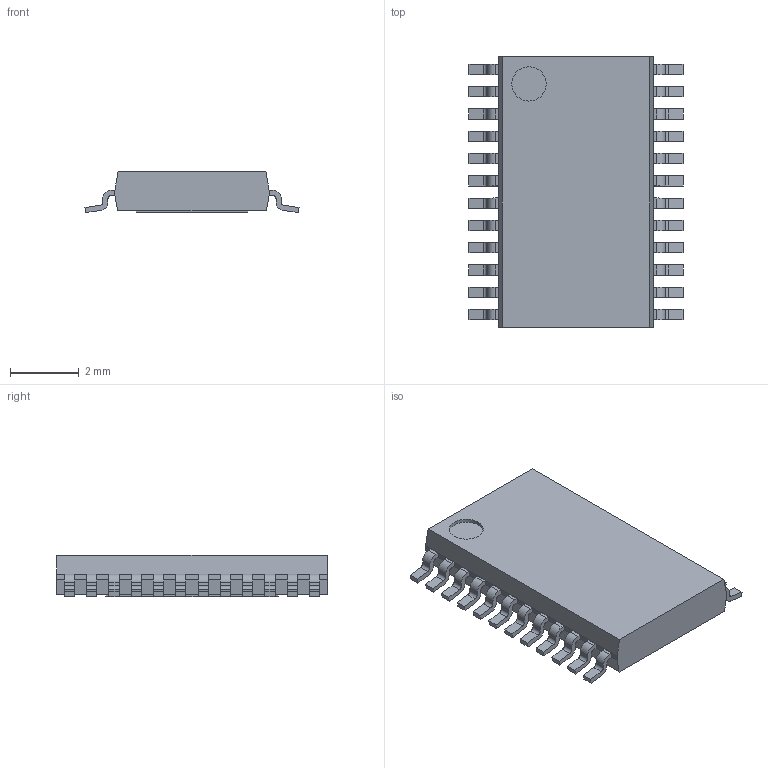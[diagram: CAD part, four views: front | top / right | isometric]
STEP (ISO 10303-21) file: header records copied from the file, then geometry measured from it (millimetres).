
FILE_DESCRIPTION((''),'2;1');
FILE_NAME('SOP65P640X120-25N-R325X502.stp','2013-11-11T16:47:57',(''),(''),'Mechanical Desktop 2011','Mechanical Desktop 2011',', , ');
FILE_SCHEMA(('AUTOMOTIVE_DESIGN { 1 2 10303 214 1 1 1 1 }'));
Length unit declared in the file: millimetre
Products named in the file (1): Product
Bounding box: 6.24 x 7.9 x 1.2 mm (x, y, z)
Volume: 42.2 mm3; surface area: 157.8 mm2
Topology: 26 solids, 26 shells, 355 faces, 906 edges, 604 vertices
Faces by surface type: bspline 174, plane 131, cylinder 50
Entity records: 11347 total; most frequent: CARTESIAN_POINT 3060, ORIENTED_EDGE 1812, DIRECTION 1466, EDGE_CURVE 906, VECTOR 710, LINE 710, VERTEX_POINT 604, AXIS2_PLACEMENT_3D 378
